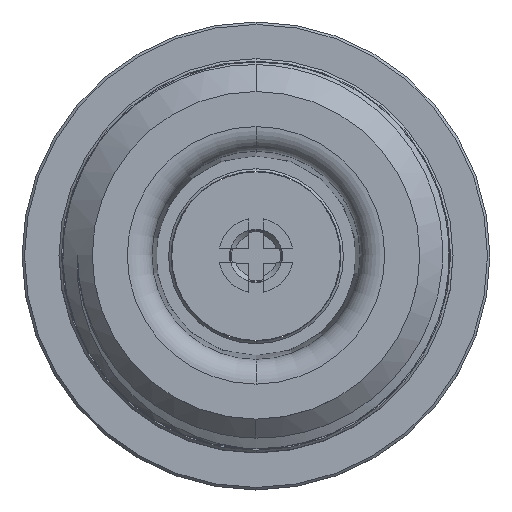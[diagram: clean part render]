
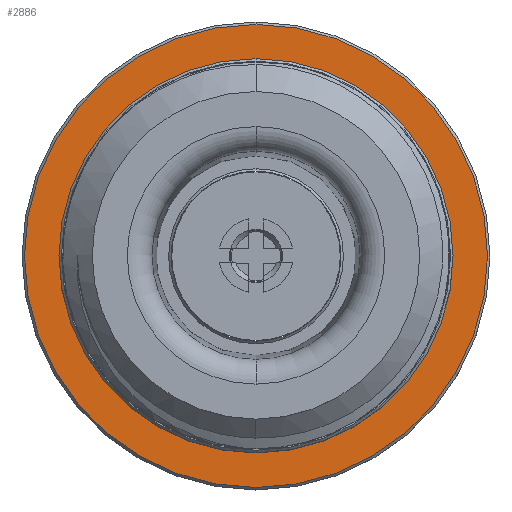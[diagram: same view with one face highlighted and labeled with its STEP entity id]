
A CAD part, top view. The second image highlights one B-rep face of the part: STEP entity #2886.
In plain terms, the highlighted planar face has unit normal (0, 0, 1).
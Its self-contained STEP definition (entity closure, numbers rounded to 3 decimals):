
#260 = CARTESIAN_POINT ( 'NONE',  ( 0., 9.4, 5.3 ) ) ;
#817 = AXIS2_PLACEMENT_3D ( 'NONE', #5210, #2516, #6617 ) ;
#897 = CARTESIAN_POINT ( 'NONE',  ( 0., 8., 5.3 ) ) ;
#941 = DIRECTION ( 'NONE',  ( 0., 0., 1. ) ) ;
#997 = ORIENTED_EDGE ( 'NONE', *, *, #6193, .T. ) ;
#1034 = FACE_BOUND ( 'NONE', #2291, .T. ) ;
#1805 = ORIENTED_EDGE ( 'NONE', *, *, #2348, .T. ) ;
#1829 = CARTESIAN_POINT ( 'NONE',  ( 0., -8., 5.3 ) ) ;
#2082 = VERTEX_POINT ( 'NONE', #260 ) ;
#2179 = DIRECTION ( 'NONE',  ( 0., 0., 1. ) ) ;
#2291 = EDGE_LOOP ( 'NONE', ( #5031, #3572 ) ) ;
#2348 = EDGE_CURVE ( 'NONE', #2082, #8517, #7206, .T. ) ;
#2516 = DIRECTION ( 'NONE',  ( 0., 0., 1. ) ) ;
#2658 = DIRECTION ( 'NONE',  ( 0., 0., 1. ) ) ;
#2720 = CARTESIAN_POINT ( 'NONE',  ( 0., 0., 5.3 ) ) ;
#2886 = ADVANCED_FACE ( 'NONE', ( #5025, #1034 ), #7790, .T. ) ;
#2982 = CIRCLE ( 'NONE', #817, 9.4 ) ;
#3076 = CIRCLE ( 'NONE', #3826, 8. ) ;
#3572 = ORIENTED_EDGE ( 'NONE', *, *, #7312, .F. ) ;
#3826 = AXIS2_PLACEMENT_3D ( 'NONE', #2720, #2179, #5771 ) ;
#3891 = EDGE_LOOP ( 'NONE', ( #997, #1805 ) ) ;
#4008 = DIRECTION ( 'NONE',  ( 0., 1., 0. ) ) ;
#4675 = AXIS2_PLACEMENT_3D ( 'NONE', #4912, #2658, #4008 ) ;
#4850 = VERTEX_POINT ( 'NONE', #7865 ) ;
#4912 = CARTESIAN_POINT ( 'NONE',  ( 0., 0., 5.3 ) ) ;
#5025 = FACE_OUTER_BOUND ( 'NONE', #3891, .T. ) ;
#5031 = ORIENTED_EDGE ( 'NONE', *, *, #7795, .F. ) ;
#5210 = CARTESIAN_POINT ( 'NONE',  ( 0., 0., 5.3 ) ) ;
#5500 = DIRECTION ( 'NONE',  ( 0., 0., 1. ) ) ;
#5771 = DIRECTION ( 'NONE',  ( 0., 1., 0. ) ) ;
#5911 = AXIS2_PLACEMENT_3D ( 'NONE', #897, #941, #8597 ) ;
#6193 = EDGE_CURVE ( 'NONE', #8517, #2082, #2982, .T. ) ;
#6412 = CIRCLE ( 'NONE', #4675, 8. ) ;
#6617 = DIRECTION ( 'NONE',  ( 0., 1., 0. ) ) ;
#7206 = CIRCLE ( 'NONE', #8921, 9.4 ) ;
#7312 = EDGE_CURVE ( 'NONE', #8462, #4850, #6412, .T. ) ;
#7631 = DIRECTION ( 'NONE',  ( 0., 1., 0. ) ) ;
#7790 = PLANE ( 'NONE',  #5911 ) ;
#7795 = EDGE_CURVE ( 'NONE', #4850, #8462, #3076, .T. ) ;
#7865 = CARTESIAN_POINT ( 'NONE',  ( 0., 8., 5.3 ) ) ;
#8249 = CARTESIAN_POINT ( 'NONE',  ( 0., -9.4, 5.3 ) ) ;
#8462 = VERTEX_POINT ( 'NONE', #1829 ) ;
#8517 = VERTEX_POINT ( 'NONE', #8249 ) ;
#8597 = DIRECTION ( 'NONE',  ( 0., 1., 0. ) ) ;
#8896 = CARTESIAN_POINT ( 'NONE',  ( 0., 0., 5.3 ) ) ;
#8921 = AXIS2_PLACEMENT_3D ( 'NONE', #8896, #5500, #7631 ) ;
